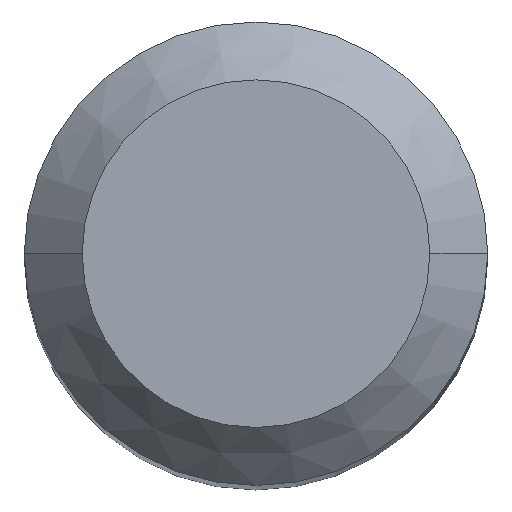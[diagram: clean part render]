
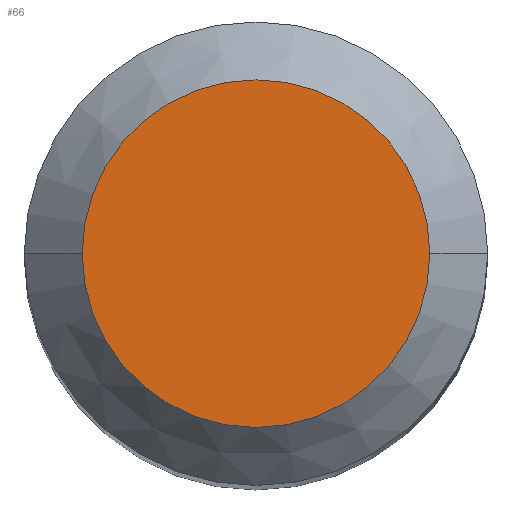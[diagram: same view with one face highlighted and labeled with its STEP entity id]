
A CAD part, top view. The second image highlights one B-rep face of the part: STEP entity #66.
In plain terms, the highlighted planar face has unit normal (0, 0, 1).
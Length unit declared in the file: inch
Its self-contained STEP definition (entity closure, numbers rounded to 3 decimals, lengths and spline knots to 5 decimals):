
#41 = FACE_OUTER_BOUND ( 'NONE', #164, .T. ) ;
#46 = AXIS2_PLACEMENT_3D ( 'NONE', #354, #384, #68 ) ;
#66 = ADVANCED_FACE ( 'NONE', ( #41 ), #366, .F. ) ;
#68 = DIRECTION ( 'NONE',  ( 1., 0., 0. ) ) ;
#69 = CARTESIAN_POINT ( 'NONE',  ( 0.09375, 0., 0. ) ) ;
#86 = CARTESIAN_POINT ( 'NONE',  ( 0., 0., 0. ) ) ;
#110 = DIRECTION ( 'NONE',  ( -1., 0., 0. ) ) ;
#118 = VERTEX_POINT ( 'NONE', #438 ) ;
#160 = AXIS2_PLACEMENT_3D ( 'NONE', #432, #429, #110 ) ;
#164 = EDGE_LOOP ( 'NONE', ( #226, #287 ) ) ;
#168 = DIRECTION ( 'NONE',  ( 0., 0., 1. ) ) ;
#198 = CIRCLE ( 'NONE', #211, 0.09375 ) ;
#211 = AXIS2_PLACEMENT_3D ( 'NONE', #86, #168, #306 ) ;
#226 = ORIENTED_EDGE ( 'NONE', *, *, #381, .T. ) ;
#252 = EDGE_CURVE ( 'NONE', #374, #118, #198, .T. ) ;
#287 = ORIENTED_EDGE ( 'NONE', *, *, #252, .T. ) ;
#302 = CIRCLE ( 'NONE', #46, 0.09375 ) ;
#306 = DIRECTION ( 'NONE',  ( 1., 0., 0. ) ) ;
#354 = CARTESIAN_POINT ( 'NONE',  ( 0., 0., 0. ) ) ;
#366 = PLANE ( 'NONE',  #160 ) ;
#374 = VERTEX_POINT ( 'NONE', #69 ) ;
#381 = EDGE_CURVE ( 'NONE', #118, #374, #302, .T. ) ;
#384 = DIRECTION ( 'NONE',  ( 0., 0., 1. ) ) ;
#429 = DIRECTION ( 'NONE',  ( 0., 0., -1. ) ) ;
#432 = CARTESIAN_POINT ( 'NONE',  ( 0., 0., 0. ) ) ;
#438 = CARTESIAN_POINT ( 'NONE',  ( -0.09375, 0., 0. ) ) ;
